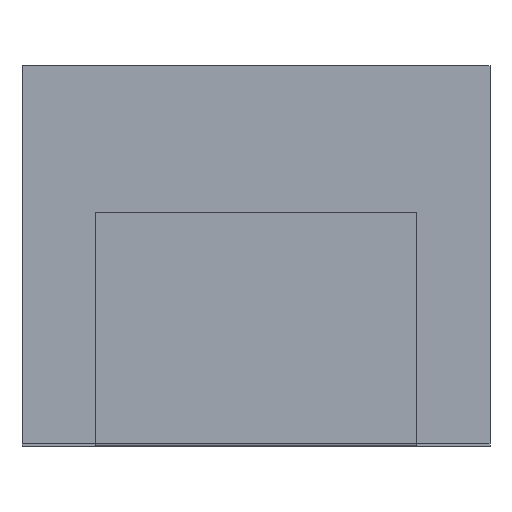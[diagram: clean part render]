
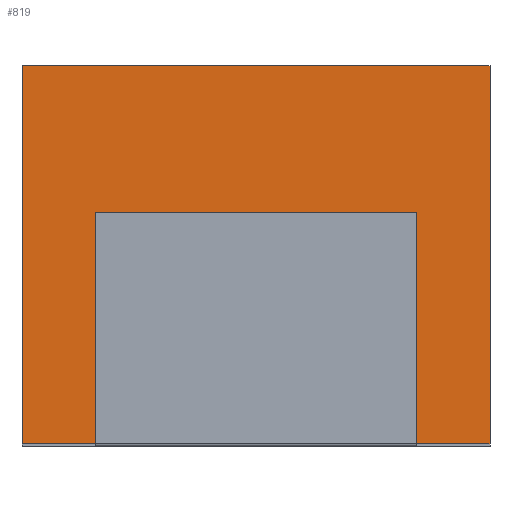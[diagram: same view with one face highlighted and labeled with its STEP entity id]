
A CAD part, left-side view. The second image highlights one B-rep face of the part: STEP entity #819.
In plain terms, the highlighted planar face has unit normal (-1, 0, 0).
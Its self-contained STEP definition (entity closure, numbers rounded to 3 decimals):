
#85 = CARTESIAN_POINT ( 'NONE',  ( -3., -1.1, 1.6 ) ) ;
#97 = CARTESIAN_POINT ( 'NONE',  ( -3., 1.1, 1.6 ) ) ;
#102 = CARTESIAN_POINT ( 'NONE',  ( -3., 1.1, 0.02 ) ) ;
#105 = CARTESIAN_POINT ( 'NONE',  ( -3., 1.6, 2.605 ) ) ;
#114 = CARTESIAN_POINT ( 'NONE',  ( -3., -1.6, 0.02 ) ) ;
#120 = CARTESIAN_POINT ( 'NONE',  ( -3., -1.6, 2.605 ) ) ;
#122 = CARTESIAN_POINT ( 'NONE',  ( -3., 1.6, 0.02 ) ) ;
#123 = CARTESIAN_POINT ( 'NONE',  ( -3., -1.1, 0.02 ) ) ;
#244 = CARTESIAN_POINT ( 'NONE',  ( -3., 1.6, 0.02 ) ) ;
#416 = LINE ( 'NONE', #652, #425 ) ;
#422 = LINE ( 'NONE', #244, #429 ) ;
#424 = LINE ( 'NONE', #662, #427 ) ;
#425 = VECTOR ( 'NONE', #661, 1000. ) ;
#426 = LINE ( 'NONE', #659, #431 ) ;
#427 = VECTOR ( 'NONE', #664, 1000. ) ;
#429 = VECTOR ( 'NONE', #665, 1000. ) ;
#430 = LINE ( 'NONE', #667, #433 ) ;
#431 = VECTOR ( 'NONE', #666, 1000. ) ;
#433 = VECTOR ( 'NONE', #668, 1000. ) ;
#434 = LINE ( 'NONE', #671, #437 ) ;
#436 = LINE ( 'NONE', #673, #439 ) ;
#437 = VECTOR ( 'NONE', #672, 1000. ) ;
#439 = VECTOR ( 'NONE', #674, 1000. ) ;
#444 = LINE ( 'NONE', #681, #447 ) ;
#447 = VECTOR ( 'NONE', #682, 1000. ) ;
#472 = AXIS2_PLACEMENT_3D ( 'NONE', #1033, #1034, #1035 ) ;
#610 = FACE_OUTER_BOUND ( 'NONE', #1374, .T. ) ;
#652 = CARTESIAN_POINT ( 'NONE',  ( -3., 1.6, 2.605 ) ) ;
#659 = CARTESIAN_POINT ( 'NONE',  ( -3., -1.1, 0. ) ) ;
#661 = DIRECTION ( 'NONE',  ( 0., -1., 0. ) ) ;
#662 = CARTESIAN_POINT ( 'NONE',  ( -3., -1.6, 2.6 ) ) ;
#664 = DIRECTION ( 'NONE',  ( 0., 0., -1. ) ) ;
#665 = DIRECTION ( 'NONE',  ( 0., -1., 0. ) ) ;
#666 = DIRECTION ( 'NONE',  ( 0., 0., 1. ) ) ;
#667 = CARTESIAN_POINT ( 'NONE',  ( -3., 1.6, 2.6 ) ) ;
#668 = DIRECTION ( 'NONE',  ( 0., 0., -1. ) ) ;
#671 = CARTESIAN_POINT ( 'NONE',  ( -3., 1.1, 0. ) ) ;
#672 = DIRECTION ( 'NONE',  ( 0., 0., -1. ) ) ;
#673 = CARTESIAN_POINT ( 'NONE',  ( -3., 1.6, 0.02 ) ) ;
#674 = DIRECTION ( 'NONE',  ( 0., -1., 0. ) ) ;
#681 = CARTESIAN_POINT ( 'NONE',  ( -3., 1.1, 1.6 ) ) ;
#682 = DIRECTION ( 'NONE',  ( 0., 1., 0. ) ) ;
#819 = ADVANCED_FACE ( 'NONE', ( #610 ), #1014, .F. ) ;
#1014 = PLANE ( 'NONE',  #472 ) ;
#1033 = CARTESIAN_POINT ( 'NONE',  ( -3., -1.6, 2.6 ) ) ;
#1034 = DIRECTION ( 'NONE',  ( 1., 0., 0. ) ) ;
#1035 = DIRECTION ( 'NONE',  ( 0., 0., -1. ) ) ;
#1279 = ORIENTED_EDGE ( 'NONE', *, *, #1555, .T. ) ;
#1283 = ORIENTED_EDGE ( 'NONE', *, *, #1558, .T. ) ;
#1284 = ORIENTED_EDGE ( 'NONE', *, *, #1557, .F. ) ;
#1286 = ORIENTED_EDGE ( 'NONE', *, *, #1562, .F. ) ;
#1287 = ORIENTED_EDGE ( 'NONE', *, *, #1554, .F. ) ;
#1288 = ORIENTED_EDGE ( 'NONE', *, *, #1553, .T. ) ;
#1289 = ORIENTED_EDGE ( 'NONE', *, *, #1552, .F. ) ;
#1294 = VERTEX_POINT ( 'NONE', #85 ) ;
#1308 = VERTEX_POINT ( 'NONE', #97 ) ;
#1313 = VERTEX_POINT ( 'NONE', #102 ) ;
#1316 = VERTEX_POINT ( 'NONE', #105 ) ;
#1325 = VERTEX_POINT ( 'NONE', #114 ) ;
#1331 = VERTEX_POINT ( 'NONE', #120 ) ;
#1333 = VERTEX_POINT ( 'NONE', #122 ) ;
#1334 = VERTEX_POINT ( 'NONE', #123 ) ;
#1374 = EDGE_LOOP ( 'NONE', ( #1279, #1283, #1284, #1286, #1287, #1288, #1289, #1382 ) ) ;
#1382 = ORIENTED_EDGE ( 'NONE', *, *, #1551, .F. ) ;
#1551 = EDGE_CURVE ( 'NONE', #1316, #1331, #416, .T. ) ;
#1552 = EDGE_CURVE ( 'NONE', #1331, #1325, #424, .T. ) ;
#1553 = EDGE_CURVE ( 'NONE', #1334, #1325, #422, .T. ) ;
#1554 = EDGE_CURVE ( 'NONE', #1334, #1294, #426, .T. ) ;
#1555 = EDGE_CURVE ( 'NONE', #1316, #1333, #430, .T. ) ;
#1557 = EDGE_CURVE ( 'NONE', #1308, #1313, #434, .T. ) ;
#1558 = EDGE_CURVE ( 'NONE', #1333, #1313, #436, .T. ) ;
#1562 = EDGE_CURVE ( 'NONE', #1294, #1308, #444, .T. ) ;
